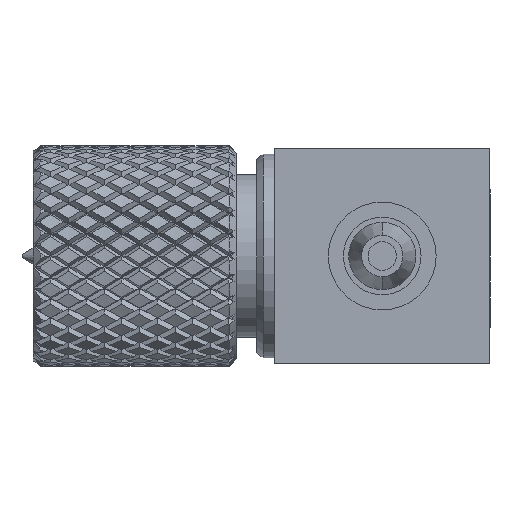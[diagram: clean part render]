
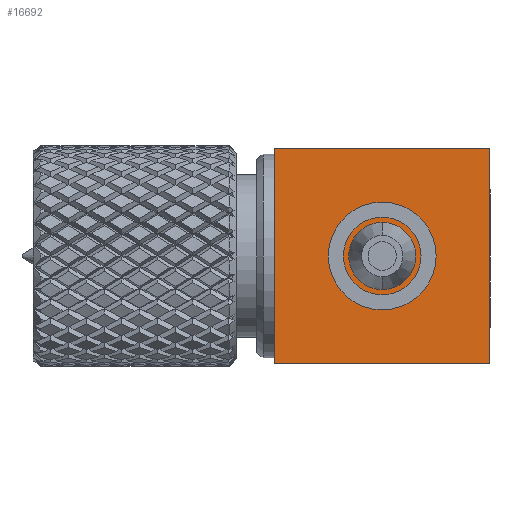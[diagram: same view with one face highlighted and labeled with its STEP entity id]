
A CAD part, front view. The second image highlights one B-rep face of the part: STEP entity #16692.
In plain terms, the highlighted planar face has unit normal (0, -1, 0).
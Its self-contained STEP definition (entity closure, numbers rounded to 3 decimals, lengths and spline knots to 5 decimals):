
#1781 = DIRECTION ( 'NONE',  ( 1., 0., 0. ) ) ;
#1797 = CARTESIAN_POINT ( 'NONE',  ( 0., -0.125, 0. ) ) ;
#4158 = VECTOR ( 'NONE', #1781, 39.37008 ) ;
#5909 = AXIS2_PLACEMENT_3D ( 'NONE', #29528, #11410, #10874 ) ;
#8249 = ORIENTED_EDGE ( 'NONE', *, *, #55938, .F. ) ;
#9947 = CARTESIAN_POINT ( 'NONE',  ( 0.125, -0.125, 0.125 ) ) ;
#10874 = DIRECTION ( 'NONE',  ( 0., 0., 1. ) ) ;
#11410 = DIRECTION ( 'NONE',  ( 0., 1., 0. ) ) ;
#11555 = CARTESIAN_POINT ( 'NONE',  ( 0., -0.125, 0. ) ) ;
#11937 = VERTEX_POINT ( 'NONE', #60016 ) ;
#15409 = VECTOR ( 'NONE', #58641, 39.37008 ) ;
#16692 = ADVANCED_FACE ( 'NONE', ( #49534, #65058 ), #66829, .F. ) ;
#20526 = VERTEX_POINT ( 'NONE', #53015 ) ;
#20997 = AXIS2_PLACEMENT_3D ( 'NONE', #1797, #51051, #32621 ) ;
#22447 = EDGE_CURVE ( 'NONE', #78601, #37714, #60940, .T. ) ;
#23949 = DIRECTION ( 'NONE',  ( 0., 0., -1. ) ) ;
#24758 = ORIENTED_EDGE ( 'NONE', *, *, #40664, .T. ) ;
#26489 = LINE ( 'NONE', #9947, #73945 ) ;
#29419 = EDGE_LOOP ( 'NONE', ( #67612, #48221 ) ) ;
#29528 = CARTESIAN_POINT ( 'NONE',  ( -0.125, -0.125, 0.125 ) ) ;
#32621 = DIRECTION ( 'NONE',  ( 0., 0., -1. ) ) ;
#37714 = VERTEX_POINT ( 'NONE', #60315 ) ;
#39036 = DIRECTION ( 'NONE',  ( 1., 0., 0. ) ) ;
#40664 = EDGE_CURVE ( 'NONE', #37714, #57225, #67113, .T. ) ;
#42558 = CIRCLE ( 'NONE', #45452, 0.039 ) ;
#45452 = AXIS2_PLACEMENT_3D ( 'NONE', #11555, #79190, #23949 ) ;
#46341 = CARTESIAN_POINT ( 'NONE',  ( 0.125, -0.125, -0.125 ) ) ;
#47536 = CIRCLE ( 'NONE', #20997, 0.039 ) ;
#48221 = ORIENTED_EDGE ( 'NONE', *, *, #57724, .F. ) ;
#49534 = FACE_BOUND ( 'NONE', #29419, .T. ) ;
#50444 = EDGE_CURVE ( 'NONE', #62246, #57225, #26489, .T. ) ;
#50476 = CARTESIAN_POINT ( 'NONE',  ( -0.125, -0.125, -0.125 ) ) ;
#51051 = DIRECTION ( 'NONE',  ( 0., -1., 0. ) ) ;
#52960 = DIRECTION ( 'NONE',  ( 0., 0., -1. ) ) ;
#53015 = CARTESIAN_POINT ( 'NONE',  ( 0., -0.125, -0.039 ) ) ;
#53312 = VECTOR ( 'NONE', #39036, 39.37008 ) ;
#54532 = ORIENTED_EDGE ( 'NONE', *, *, #50444, .F. ) ;
#55938 = EDGE_CURVE ( 'NONE', #78601, #62246, #60103, .T. ) ;
#57225 = VERTEX_POINT ( 'NONE', #46341 ) ;
#57724 = EDGE_CURVE ( 'NONE', #20526, #11937, #42558, .T. ) ;
#58641 = DIRECTION ( 'NONE',  ( 0., 0., -1. ) ) ;
#60016 = CARTESIAN_POINT ( 'NONE',  ( 0., -0.125, 0.039 ) ) ;
#60103 = LINE ( 'NONE', #63651, #53312 ) ;
#60315 = CARTESIAN_POINT ( 'NONE',  ( -0.125, -0.125, -0.125 ) ) ;
#60940 = LINE ( 'NONE', #77011, #15409 ) ;
#61035 = ORIENTED_EDGE ( 'NONE', *, *, #22447, .T. ) ;
#62246 = VERTEX_POINT ( 'NONE', #77415 ) ;
#62700 = EDGE_CURVE ( 'NONE', #11937, #20526, #47536, .T. ) ;
#63651 = CARTESIAN_POINT ( 'NONE',  ( -0.125, -0.125, 0.125 ) ) ;
#65058 = FACE_OUTER_BOUND ( 'NONE', #72458, .T. ) ;
#66829 = PLANE ( 'NONE',  #5909 ) ;
#67113 = LINE ( 'NONE', #50476, #4158 ) ;
#67612 = ORIENTED_EDGE ( 'NONE', *, *, #62700, .F. ) ;
#72189 = CARTESIAN_POINT ( 'NONE',  ( -0.125, -0.125, 0.125 ) ) ;
#72458 = EDGE_LOOP ( 'NONE', ( #24758, #54532, #8249, #61035 ) ) ;
#73945 = VECTOR ( 'NONE', #52960, 39.37008 ) ;
#77011 = CARTESIAN_POINT ( 'NONE',  ( -0.125, -0.125, 0.125 ) ) ;
#77415 = CARTESIAN_POINT ( 'NONE',  ( 0.125, -0.125, 0.125 ) ) ;
#78601 = VERTEX_POINT ( 'NONE', #72189 ) ;
#79190 = DIRECTION ( 'NONE',  ( 0., -1., 0. ) ) ;
